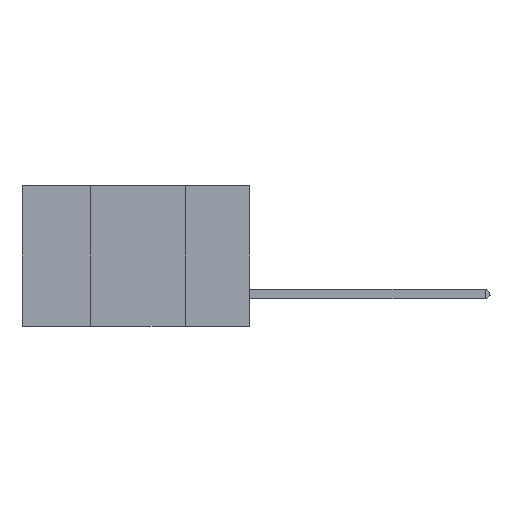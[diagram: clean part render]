
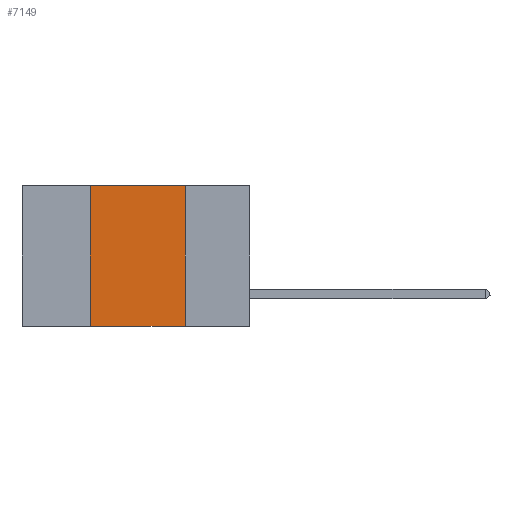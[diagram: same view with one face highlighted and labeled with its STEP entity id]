
A CAD part, left-side view. The second image highlights one B-rep face of the part: STEP entity #7149.
In plain terms, the highlighted planar face has unit normal (-1, 0, 0).
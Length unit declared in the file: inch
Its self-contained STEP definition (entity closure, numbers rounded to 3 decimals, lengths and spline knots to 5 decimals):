
#74 = ORIENTED_EDGE ( 'NONE', *, *, #9538, .F. ) ;
#337 = LINE ( 'NONE', #10028, #747 ) ;
#747 = VECTOR ( 'NONE', #12665, 39.37008 ) ;
#1223 = CARTESIAN_POINT ( 'NONE',  ( 0., 0.42, 0. ) ) ;
#2431 = FACE_OUTER_BOUND ( 'NONE', #5325, .T. ) ;
#3060 = ORIENTED_EDGE ( 'NONE', *, *, #11659, .F. ) ;
#3072 = PLANE ( 'NONE',  #14492 ) ;
#3290 = EDGE_CURVE ( 'NONE', #10326, #15296, #3431, .T. ) ;
#3431 = LINE ( 'NONE', #8936, #7335 ) ;
#3761 = VECTOR ( 'NONE', #9673, 39.37008 ) ;
#3983 = DIRECTION ( 'NONE',  ( 0., -1., 0. ) ) ;
#4620 = DIRECTION ( 'NONE',  ( 0., 0., -1. ) ) ;
#4672 = EDGE_CURVE ( 'NONE', #6418, #15296, #12624, .T. ) ;
#5325 = EDGE_LOOP ( 'NONE', ( #8208, #3060, #74, #6870 ) ) ;
#6030 = LINE ( 'NONE', #11167, #3761 ) ;
#6418 = VERTEX_POINT ( 'NONE', #6603 ) ;
#6603 = CARTESIAN_POINT ( 'NONE',  ( 0., 0.17, 0. ) ) ;
#6870 = ORIENTED_EDGE ( 'NONE', *, *, #3290, .T. ) ;
#6883 = CARTESIAN_POINT ( 'NONE',  ( 0., 0.6, 0. ) ) ;
#7149 = ADVANCED_FACE ( 'NONE', ( #2431 ), #3072, .F. ) ;
#7335 = VECTOR ( 'NONE', #3983, 39.37008 ) ;
#7405 = CARTESIAN_POINT ( 'NONE',  ( 0., 0.42, -0.37 ) ) ;
#7659 = CARTESIAN_POINT ( 'NONE',  ( 0., 0.17, 0. ) ) ;
#8208 = ORIENTED_EDGE ( 'NONE', *, *, #4672, .F. ) ;
#8936 = CARTESIAN_POINT ( 'NONE',  ( 0., 0.6, -0.37 ) ) ;
#9538 = EDGE_CURVE ( 'NONE', #10326, #13644, #6030, .T. ) ;
#9544 = DIRECTION ( 'NONE',  ( 1., 0., 0. ) ) ;
#9673 = DIRECTION ( 'NONE',  ( 0., 0., 1. ) ) ;
#10028 = CARTESIAN_POINT ( 'NONE',  ( 0., 0.6, 0. ) ) ;
#10326 = VERTEX_POINT ( 'NONE', #7405 ) ;
#11167 = CARTESIAN_POINT ( 'NONE',  ( 0., 0.42, 0. ) ) ;
#11180 = VECTOR ( 'NONE', #4620, 39.37008 ) ;
#11659 = EDGE_CURVE ( 'NONE', #13644, #6418, #337, .T. ) ;
#11751 = CARTESIAN_POINT ( 'NONE',  ( 0., 0.17, -0.37 ) ) ;
#12624 = LINE ( 'NONE', #7659, #11180 ) ;
#12665 = DIRECTION ( 'NONE',  ( 0., -1., 0. ) ) ;
#13644 = VERTEX_POINT ( 'NONE', #1223 ) ;
#14492 = AXIS2_PLACEMENT_3D ( 'NONE', #6883, #9544, #16172 ) ;
#15296 = VERTEX_POINT ( 'NONE', #11751 ) ;
#16172 = DIRECTION ( 'NONE',  ( 0., 0., -1. ) ) ;
